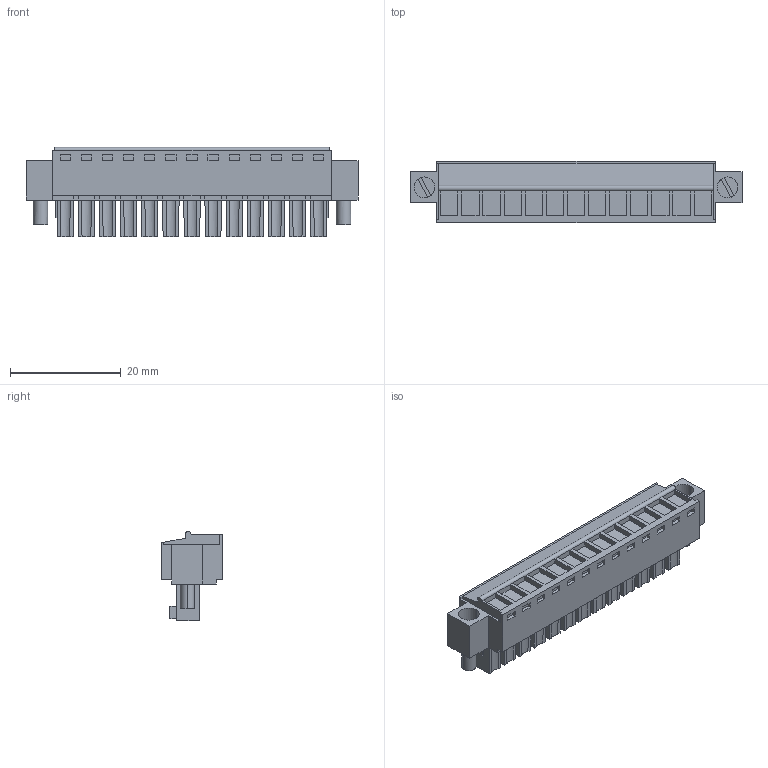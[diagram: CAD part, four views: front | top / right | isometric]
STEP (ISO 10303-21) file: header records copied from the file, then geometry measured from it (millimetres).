
FILE_DESCRIPTION(('CATIA V5 STEP','CAx-IF Rec.Pracs.--- Model Styling and Organization---1.2---2011-12-15'),'2;1');
FILE_NAME ('D1459739_0_1941120000_1941120000.stp','2017-04-14T13:27:17+00:00',('none'),('Weidmueller'),'CATIA Version 5-6 Release 2014','CATIA V5 STEP AP214','none');
FILE_SCHEMA(('AUTOMOTIVE_DESIGN { 1 0 10303 214 1 1 1 1 }'));
Length unit declared in the file: millimetre
Products named in the file (1): 1941120000
Bounding box: 59.92 x 11.1 x 16.1 mm (x, y, z)
Volume: 5464.6 mm3; surface area: 5202.7 mm2
Topology: 16 solids, 16 shells, 688 faces, 1723 edges, 1136 vertices
Faces by surface type: plane 567, cylinder 121
Entity records: 18928 total; most frequent: CARTESIAN_POINT 3622, ORIENTED_EDGE 3446, DIRECTION 2494, EDGE_CURVE 1723, VECTOR 1395, LINE 1395, VERTEX_POINT 1136, EDGE_LOOP 761
